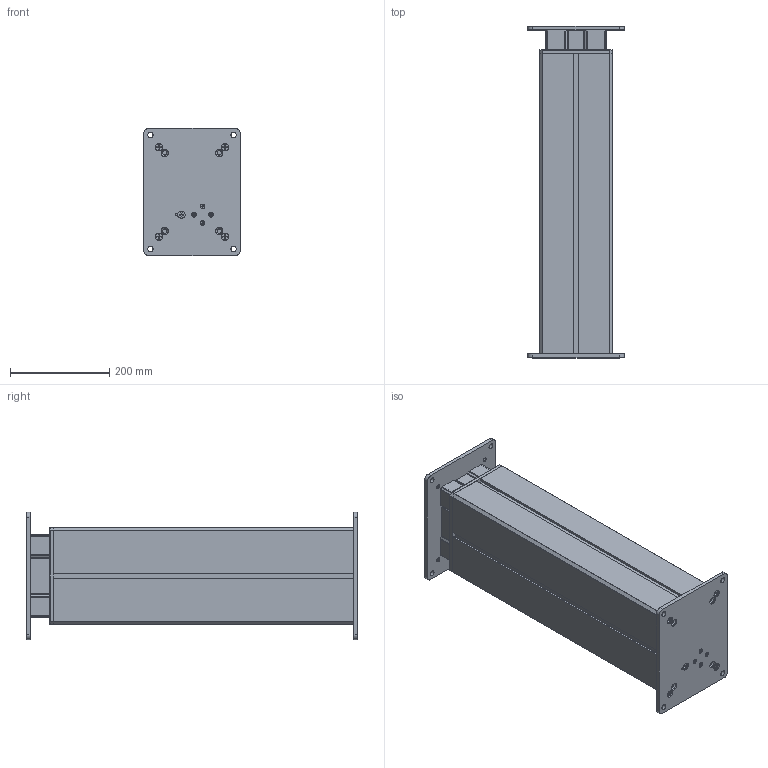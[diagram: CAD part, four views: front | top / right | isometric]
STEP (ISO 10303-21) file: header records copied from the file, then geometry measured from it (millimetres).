
FILE_DESCRIPTION (( 'STEP AP203' ), '1' );
FILE_NAME ('3D_TL18.STEP', '2016-10-26T02:58:37', ( 'Phil Lee' ), ( 'Toshiba' ), 'SwSTEP 2.0', 'SolidWorks 2015', '' );
FILE_SCHEMA (( 'CONFIG_CONTROL_DESIGN' ));
Length unit declared in the file: millimetre
Products named in the file (1): 3D_TL18
Bounding box: 195 x 670 x 257 mm (x, y, z)
Volume: 18991959.4 mm3; surface area: 744911.1 mm2
Topology: 1 solids, 24 shells, 731 faces, 1704 edges, 1065 vertices
Faces by surface type: plane 407, cylinder 242, cone 74, sphere 8
Entity records: 20657 total; most frequent: DIRECTION 3684, CARTESIAN_POINT 3493, ORIENTED_EDGE 3392, EDGE_CURVE 1696, AXIS2_PLACEMENT_3D 1256, LINE 1172, VECTOR 1172, VERTEX_POINT 1065
